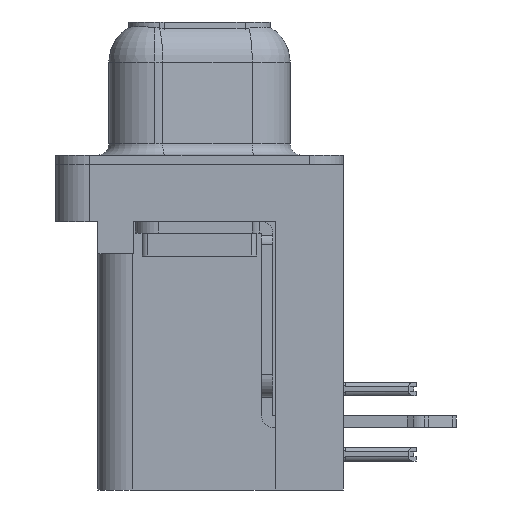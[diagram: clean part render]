
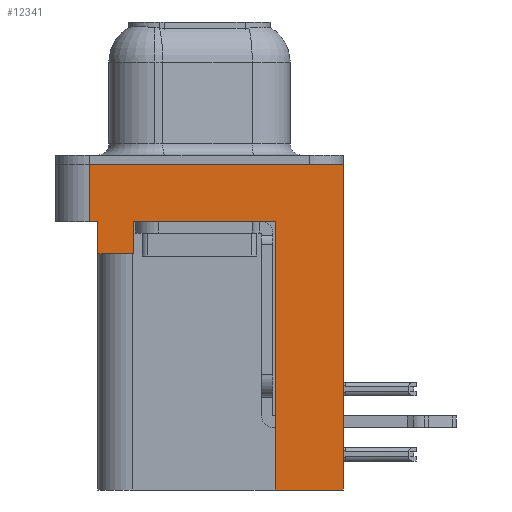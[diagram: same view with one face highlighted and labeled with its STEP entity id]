
A CAD part, left-side view. The second image highlights one B-rep face of the part: STEP entity #12341.
In plain terms, the highlighted planar face has unit normal (-1, 0, 0).
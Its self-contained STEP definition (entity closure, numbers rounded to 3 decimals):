
#284 = VERTEX_POINT ( 'NONE', #11524 ) ;
#448 = EDGE_CURVE ( 'NONE', #7320, #284, #20792, .T. ) ;
#509 = CARTESIAN_POINT ( 'NONE',  ( -2.91, -6.275, 0. ) ) ;
#658 = LINE ( 'NONE', #6063, #3859 ) ;
#762 = VECTOR ( 'NONE', #16665, 1000. ) ;
#1047 = CARTESIAN_POINT ( 'NONE',  ( -2.91, -6.275, -2.5 ) ) ;
#1134 = VERTEX_POINT ( 'NONE', #5952 ) ;
#1149 = CARTESIAN_POINT ( 'NONE',  ( -2.91, -6.275, -2.5 ) ) ;
#1912 = ORIENTED_EDGE ( 'NONE', *, *, #4954, .T. ) ;
#2050 = LINE ( 'NONE', #16698, #7853 ) ;
#2096 = ORIENTED_EDGE ( 'NONE', *, *, #22736, .F. ) ;
#2194 = DIRECTION ( 'NONE',  ( 0., 1., 0. ) ) ;
#2358 = ORIENTED_EDGE ( 'NONE', *, *, #2962, .T. ) ;
#2962 = EDGE_CURVE ( 'NONE', #11135, #15323, #21845, .T. ) ;
#2977 = DIRECTION ( 'NONE',  ( 0., 0., 1. ) ) ;
#3274 = VECTOR ( 'NONE', #2194, 1000. ) ;
#3559 = EDGE_CURVE ( 'NONE', #3890, #3931, #16651, .T. ) ;
#3859 = VECTOR ( 'NONE', #9937, 1000. ) ;
#3890 = VERTEX_POINT ( 'NONE', #16715 ) ;
#3931 = VERTEX_POINT ( 'NONE', #15118 ) ;
#4146 = CARTESIAN_POINT ( 'NONE',  ( -2.91, -3.295, -14.2 ) ) ;
#4954 = EDGE_CURVE ( 'NONE', #1134, #284, #14571, .T. ) ;
#5139 = VECTOR ( 'NONE', #17218, 1000. ) ;
#5253 = CARTESIAN_POINT ( 'NONE',  ( -2.91, -6.275, -2.5 ) ) ;
#5320 = CARTESIAN_POINT ( 'NONE',  ( -2.91, 2.895, -2.5 ) ) ;
#5577 = ORIENTED_EDGE ( 'NONE', *, *, #20646, .T. ) ;
#5694 = EDGE_LOOP ( 'NONE', ( #23507, #12967, #13650, #8872, #13414, #5577, #2358, #2096, #18825, #1912 ) ) ;
#5762 = LINE ( 'NONE', #18939, #3274 ) ;
#5952 = CARTESIAN_POINT ( 'NONE',  ( -2.91, -6.275, -14.2 ) ) ;
#6063 = CARTESIAN_POINT ( 'NONE',  ( -2.91, 2.895, -3.9 ) ) ;
#7320 = VERTEX_POINT ( 'NONE', #18890 ) ;
#7519 = DIRECTION ( 'NONE',  ( 0., -1., 0. ) ) ;
#7853 = VECTOR ( 'NONE', #20617, 1000. ) ;
#7974 = DIRECTION ( 'NONE',  ( 0., -1., 0. ) ) ;
#8138 = VECTOR ( 'NONE', #7974, 1000. ) ;
#8508 = DIRECTION ( 'NONE',  ( -1., 0., 0. ) ) ;
#8872 = ORIENTED_EDGE ( 'NONE', *, *, #21774, .F. ) ;
#9002 = AXIS2_PLACEMENT_3D ( 'NONE', #1047, #8508, #15936 ) ;
#9937 = DIRECTION ( 'NONE',  ( 0., 0., 1. ) ) ;
#10317 = FACE_OUTER_BOUND ( 'NONE', #5694, .T. ) ;
#10793 = LINE ( 'NONE', #10914, #22946 ) ;
#10914 = CARTESIAN_POINT ( 'NONE',  ( -2.91, 4.425, -3.9 ) ) ;
#11135 = VERTEX_POINT ( 'NONE', #5320 ) ;
#11524 = CARTESIAN_POINT ( 'NONE',  ( -2.91, -6.275, 0. ) ) ;
#12341 = ADVANCED_FACE ( 'NONE', ( #10317 ), #17788, .T. ) ;
#12551 = VECTOR ( 'NONE', #7519, 1000. ) ;
#12678 = DIRECTION ( 'NONE',  ( 0., -1., 0. ) ) ;
#12967 = ORIENTED_EDGE ( 'NONE', *, *, #23589, .F. ) ;
#13414 = ORIENTED_EDGE ( 'NONE', *, *, #18731, .F. ) ;
#13650 = ORIENTED_EDGE ( 'NONE', *, *, #3559, .T. ) ;
#14571 = LINE ( 'NONE', #1149, #16937 ) ;
#15118 = CARTESIAN_POINT ( 'NONE',  ( -2.91, 4.425, -2.5 ) ) ;
#15323 = VERTEX_POINT ( 'NONE', #19323 ) ;
#15936 = DIRECTION ( 'NONE',  ( 0., 0., 1. ) ) ;
#16156 = VERTEX_POINT ( 'NONE', #20655 ) ;
#16560 = LINE ( 'NONE', #22180, #762 ) ;
#16651 = LINE ( 'NONE', #21154, #12551 ) ;
#16665 = DIRECTION ( 'NONE',  ( 0., 0., 1. ) ) ;
#16698 = CARTESIAN_POINT ( 'NONE',  ( -2.91, 4.775, -2.5 ) ) ;
#16715 = CARTESIAN_POINT ( 'NONE',  ( -2.91, 4.775, -2.5 ) ) ;
#16892 = EDGE_CURVE ( 'NONE', #1134, #22331, #5762, .T. ) ;
#16937 = VECTOR ( 'NONE', #2977, 1000. ) ;
#17218 = DIRECTION ( 'NONE',  ( 0., 0., 1. ) ) ;
#17539 = VERTEX_POINT ( 'NONE', #22537 ) ;
#17788 = PLANE ( 'NONE',  #9002 ) ;
#18721 = CARTESIAN_POINT ( 'NONE',  ( -2.91, -3.295, -14.2 ) ) ;
#18731 = EDGE_CURVE ( 'NONE', #16156, #17539, #10793, .T. ) ;
#18825 = ORIENTED_EDGE ( 'NONE', *, *, #16892, .F. ) ;
#18890 = CARTESIAN_POINT ( 'NONE',  ( -2.91, 4.775, 0. ) ) ;
#18939 = CARTESIAN_POINT ( 'NONE',  ( -2.91, -3.295, -14.2 ) ) ;
#19323 = CARTESIAN_POINT ( 'NONE',  ( -2.91, -3.295, -2.5 ) ) ;
#20617 = DIRECTION ( 'NONE',  ( 0., 0., 1. ) ) ;
#20646 = EDGE_CURVE ( 'NONE', #16156, #11135, #658, .T. ) ;
#20655 = CARTESIAN_POINT ( 'NONE',  ( -2.91, 2.895, -3.9 ) ) ;
#20792 = LINE ( 'NONE', #509, #8138 ) ;
#21154 = CARTESIAN_POINT ( 'NONE',  ( -2.91, -6.275, -2.5 ) ) ;
#21688 = DIRECTION ( 'NONE',  ( 0., 1., 0. ) ) ;
#21774 = EDGE_CURVE ( 'NONE', #17539, #3931, #16560, .T. ) ;
#21845 = LINE ( 'NONE', #5253, #23084 ) ;
#22180 = CARTESIAN_POINT ( 'NONE',  ( -2.91, 4.425, -3.9 ) ) ;
#22331 = VERTEX_POINT ( 'NONE', #18721 ) ;
#22537 = CARTESIAN_POINT ( 'NONE',  ( -2.91, 4.425, -3.9 ) ) ;
#22736 = EDGE_CURVE ( 'NONE', #22331, #15323, #22981, .T. ) ;
#22946 = VECTOR ( 'NONE', #21688, 1000. ) ;
#22981 = LINE ( 'NONE', #4146, #5139 ) ;
#23084 = VECTOR ( 'NONE', #12678, 1000. ) ;
#23507 = ORIENTED_EDGE ( 'NONE', *, *, #448, .F. ) ;
#23589 = EDGE_CURVE ( 'NONE', #3890, #7320, #2050, .T. ) ;
